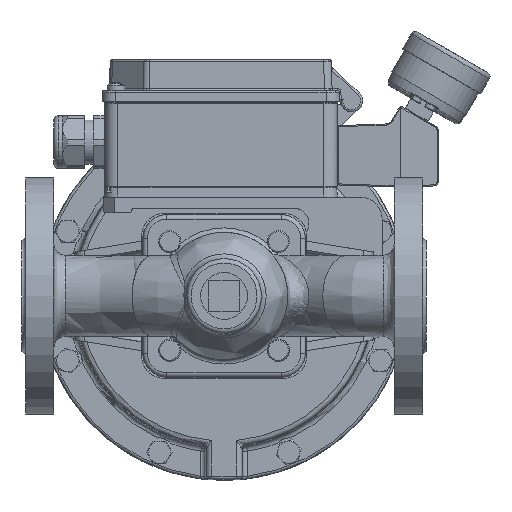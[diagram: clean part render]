
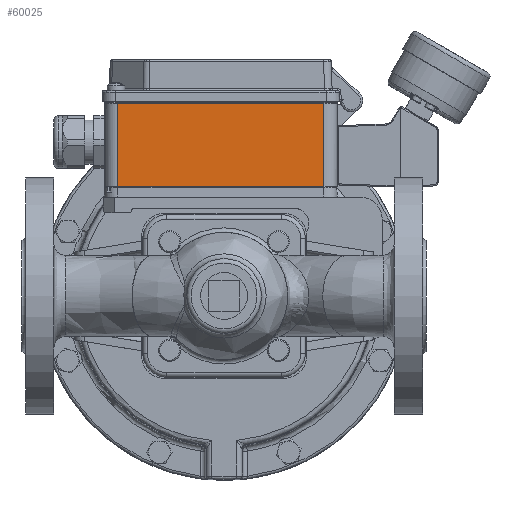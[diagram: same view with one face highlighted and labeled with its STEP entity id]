
A CAD part, front view. The second image highlights one B-rep face of the part: STEP entity #60025.
In plain terms, the highlighted planar face has unit normal (0, -1, -0.018).
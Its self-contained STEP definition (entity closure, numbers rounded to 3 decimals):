
#5245=PLANE('',#64109);
#8219=FACE_OUTER_BOUND('',#11838,.T.);
#11838=EDGE_LOOP('',(#43526,#43527,#43528,#43529));
#15352=LINE('',#100252,#19132);
#15672=LINE('',#105294,#19452);
#15875=LINE('',#108700,#19655);
#15876=LINE('',#108701,#19656);
#19132=VECTOR('',#71820,94.);
#19452=VECTOR('',#72612,94.);
#19655=VECTOR('',#73049,37.803);
#19656=VECTOR('',#73050,37.803);
#25145=VERTEX_POINT('',#100243);
#25148=VERTEX_POINT('',#100250);
#25628=VERTEX_POINT('',#105290);
#25629=VERTEX_POINT('',#105292);
#31301=EDGE_CURVE('',#25145,#25148,#15352,.T.);
#31942=EDGE_CURVE('',#25628,#25629,#15672,.T.);
#32171=EDGE_CURVE('',#25148,#25628,#15875,.T.);
#32172=EDGE_CURVE('',#25629,#25145,#15876,.T.);
#43526=ORIENTED_EDGE('',*,*,#32171,.T.);
#43527=ORIENTED_EDGE('',*,*,#31942,.T.);
#43528=ORIENTED_EDGE('',*,*,#32172,.T.);
#43529=ORIENTED_EDGE('',*,*,#31301,.T.);
#60025=ADVANCED_FACE('',(#8219),#5245,.T.);
#64109=AXIS2_PLACEMENT_3D('',#108699,#73047,#73048);
#71820=DIRECTION('',(1.,0.,0.));
#72612=DIRECTION('',(-1.,0.,0.));
#73047=DIRECTION('center_axis',(0.,-1.,
-0.018));
#73048=DIRECTION('ref_axis',(0.,0.018,-1.));
#73049=DIRECTION('',(0.,-0.018,1.));
#73050=DIRECTION('',(0.,0.018,-1.));
#100243=CARTESIAN_POINT('',(-45.038,124.76,50.05));
#100250=CARTESIAN_POINT('',(48.962,124.76,50.05));
#100252=CARTESIAN_POINT('',(-51.038,124.76,50.05));
#105290=CARTESIAN_POINT('',(48.962,124.067,87.846));
#105292=CARTESIAN_POINT('',(-45.038,124.067,87.846));
#105294=CARTESIAN_POINT('',(-45.038,124.067,87.846));
#108699=CARTESIAN_POINT('Origin',(-51.038,124.76,50.05));
#108700=CARTESIAN_POINT('',(48.962,124.76,50.05));
#108701=CARTESIAN_POINT('',(-45.038,124.76,50.05));
